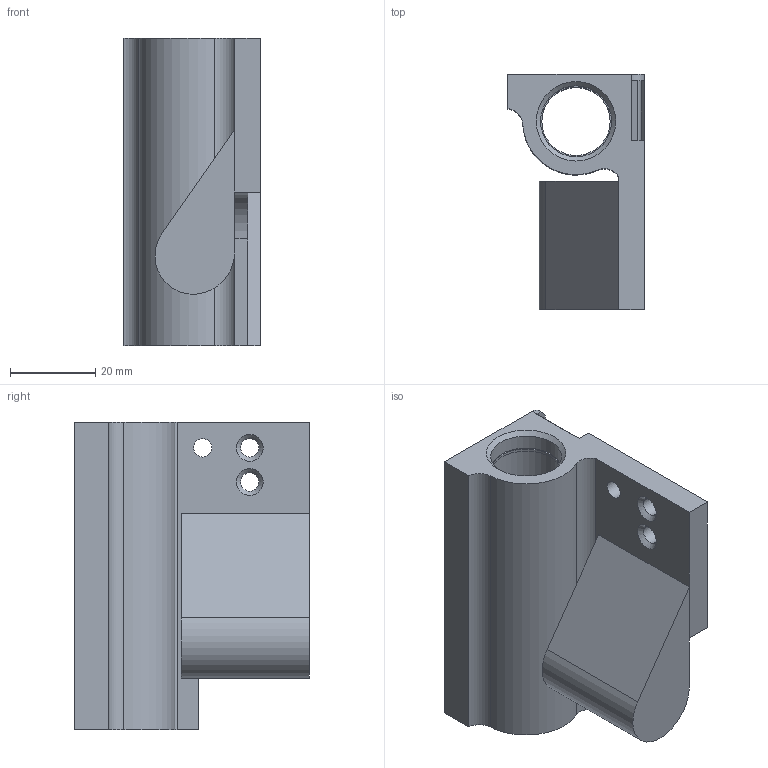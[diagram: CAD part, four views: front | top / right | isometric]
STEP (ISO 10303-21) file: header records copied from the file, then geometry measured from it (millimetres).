
FILE_DESCRIPTION(('FreeCAD Model'),'2;1');
FILE_NAME('upper-bearing-holder_black_v3.0.step', '2016-11-08T14:48:20',('Author'),(''), 'Open CASCADE STEP processor 6.8','FreeCAD','Unknown');
FILE_SCHEMA(('AUTOMOTIVE_DESIGN_CC2 { 1 2 10303 214 -1 1 5 4 }'));
Length unit declared in the file: millimetre
Products named in the file (2): ASSEMBLY; Chamfer002
Assembly tree (1 placements, depth 2):
  ASSEMBLY
    Chamfer002
Bounding box: 32 x 55 x 72 mm (x, y, z)
Volume: 48370.6 mm3; surface area: 18671.3 mm2
Topology: 1 solids, 1 shells, 66 faces, 149 edges, 94 vertices
Faces by surface type: plane 32, cylinder 22, cone 10, bspline 2
Full cylindrical faces by diameter (mm): 4.3 x8, 16 x2, 16.6 x3
Entity records: 4124 total; most frequent: CARTESIAN_POINT 1114, DIRECTION 549, ORIENTED_EDGE 298, PCURVE 298, DEFINITIONAL_REPRESENTATION 298, LINE 290, VECTOR 290, EDGE_CURVE 149
